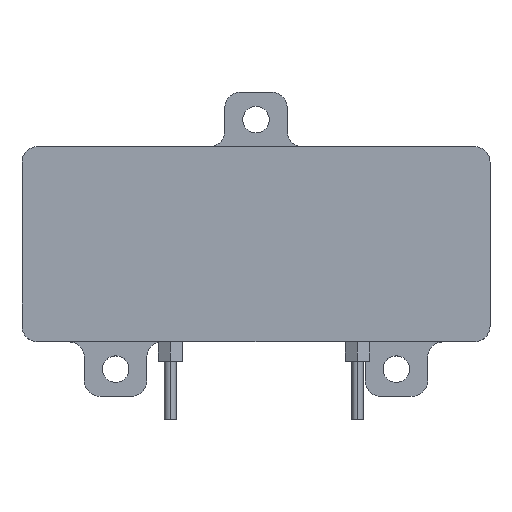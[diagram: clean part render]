
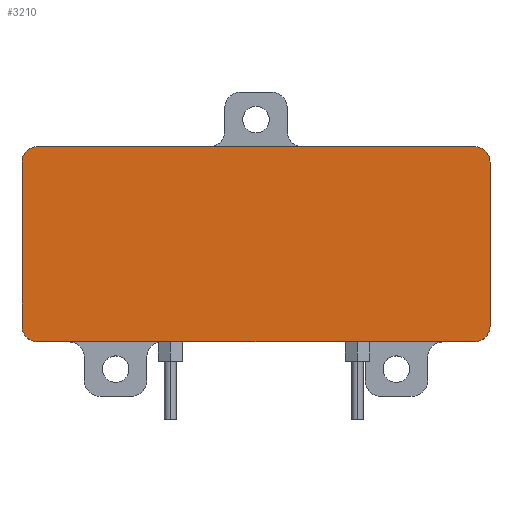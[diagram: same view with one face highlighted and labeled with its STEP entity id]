
A CAD part, top view. The second image highlights one B-rep face of the part: STEP entity #3210.
In plain terms, the highlighted planar face has unit normal (0, 0, 1).
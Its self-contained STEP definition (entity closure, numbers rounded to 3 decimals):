
#36 = EDGE_LOOP ( 'NONE', ( #3418, #550, #37, #1870, #1386, #1355, #2543, #3211 ) ) ;
#37 = ORIENTED_EDGE ( 'NONE', *, *, #2339, .T. ) ;
#39 = DIRECTION ( 'NONE',  ( 0., 0., 1. ) ) ;
#91 = VERTEX_POINT ( 'NONE', #2482 ) ;
#118 = VECTOR ( 'NONE', #1076, 1000. ) ;
#174 = CARTESIAN_POINT ( 'NONE',  ( -20.765, -19.647, 11.6 ) ) ;
#210 = EDGE_CURVE ( 'NONE', #1982, #2796, #1501, .T. ) ;
#286 = DIRECTION ( 'NONE',  ( -1., 0., 0. ) ) ;
#289 = AXIS2_PLACEMENT_3D ( 'NONE', #1387, #2492, #1062 ) ;
#353 = CARTESIAN_POINT ( 'NONE',  ( -20.765, 3.353, 11.6 ) ) ;
#508 = CIRCLE ( 'NONE', #3293, 2. ) ;
#550 = ORIENTED_EDGE ( 'NONE', *, *, #210, .T. ) ;
#557 = EDGE_CURVE ( 'NONE', #91, #2619, #1451, .T. ) ;
#575 = CARTESIAN_POINT ( 'NONE',  ( -20.765, 3.353, 11.6 ) ) ;
#607 = CARTESIAN_POINT ( 'NONE',  ( -22.765, 3.353, 11.6 ) ) ;
#664 = DIRECTION ( 'NONE',  ( 0., -1., 0. ) ) ;
#784 = EDGE_CURVE ( 'NONE', #801, #2868, #3479, .T. ) ;
#801 = VERTEX_POINT ( 'NONE', #3497 ) ;
#847 = LINE ( 'NONE', #1960, #118 ) ;
#989 = DIRECTION ( 'NONE',  ( 1., 0., 0. ) ) ;
#1025 = CARTESIAN_POINT ( 'NONE',  ( -22.765, 3.353, 11.6 ) ) ;
#1062 = DIRECTION ( 'NONE',  ( -1., 0., 0. ) ) ;
#1076 = DIRECTION ( 'NONE',  ( -1., 0., 0. ) ) ;
#1088 = LINE ( 'NONE', #3252, #3526 ) ;
#1089 = AXIS2_PLACEMENT_3D ( 'NONE', #353, #2530, #1134 ) ;
#1090 = AXIS2_PLACEMENT_3D ( 'NONE', #2834, #3338, #286 ) ;
#1134 = DIRECTION ( 'NONE',  ( -1., 0., 0. ) ) ;
#1147 = DIRECTION ( 'NONE',  ( 1., 0., 0. ) ) ;
#1313 = CARTESIAN_POINT ( 'NONE',  ( -20.765, 5.353, 11.6 ) ) ;
#1355 = ORIENTED_EDGE ( 'NONE', *, *, #1365, .T. ) ;
#1365 = EDGE_CURVE ( 'NONE', #2058, #91, #1088, .T. ) ;
#1386 = ORIENTED_EDGE ( 'NONE', *, *, #1446, .T. ) ;
#1387 = CARTESIAN_POINT ( 'NONE',  ( 35.235, 3.353, 11.6 ) ) ;
#1446 = EDGE_CURVE ( 'NONE', #2868, #2058, #2014, .T. ) ;
#1451 = CIRCLE ( 'NONE', #289, 2. ) ;
#1456 = AXIS2_PLACEMENT_3D ( 'NONE', #2799, #39, #1147 ) ;
#1471 = DIRECTION ( 'NONE',  ( 0., 0., 1. ) ) ;
#1501 = LINE ( 'NONE', #607, #2409 ) ;
#1535 = CARTESIAN_POINT ( 'NONE',  ( 37.235, -17.647, 11.6 ) ) ;
#1547 = EDGE_CURVE ( 'NONE', #2594, #1982, #508, .T. ) ;
#1614 = CARTESIAN_POINT ( 'NONE',  ( 35.235, 5.353, 11.6 ) ) ;
#1870 = ORIENTED_EDGE ( 'NONE', *, *, #784, .T. ) ;
#1903 = DIRECTION ( 'NONE',  ( 0., 1., 0. ) ) ;
#1960 = CARTESIAN_POINT ( 'NONE',  ( -20.765, 5.353, 11.6 ) ) ;
#1982 = VERTEX_POINT ( 'NONE', #1025 ) ;
#2014 = CIRCLE ( 'NONE', #1090, 2. ) ;
#2031 = VECTOR ( 'NONE', #989, 1000. ) ;
#2058 = VERTEX_POINT ( 'NONE', #1535 ) ;
#2140 = EDGE_CURVE ( 'NONE', #2619, #2594, #847, .T. ) ;
#2244 = FACE_OUTER_BOUND ( 'NONE', #36, .T. ) ;
#2339 = EDGE_CURVE ( 'NONE', #2796, #801, #2440, .T. ) ;
#2409 = VECTOR ( 'NONE', #664, 1000. ) ;
#2440 = CIRCLE ( 'NONE', #1456, 2. ) ;
#2482 = CARTESIAN_POINT ( 'NONE',  ( 37.235, 3.353, 11.6 ) ) ;
#2492 = DIRECTION ( 'NONE',  ( 0., 0., 1. ) ) ;
#2530 = DIRECTION ( 'NONE',  ( 0., 0., -1. ) ) ;
#2543 = ORIENTED_EDGE ( 'NONE', *, *, #557, .T. ) ;
#2594 = VERTEX_POINT ( 'NONE', #1313 ) ;
#2619 = VERTEX_POINT ( 'NONE', #1614 ) ;
#2794 = DIRECTION ( 'NONE',  ( -1., 0., 0. ) ) ;
#2796 = VERTEX_POINT ( 'NONE', #3117 ) ;
#2799 = CARTESIAN_POINT ( 'NONE',  ( -20.765, -17.647, 11.6 ) ) ;
#2834 = CARTESIAN_POINT ( 'NONE',  ( 35.235, -17.647, 11.6 ) ) ;
#2868 = VERTEX_POINT ( 'NONE', #3446 ) ;
#3117 = CARTESIAN_POINT ( 'NONE',  ( -22.765, -17.647, 11.6 ) ) ;
#3210 = ADVANCED_FACE ( 'NONE', ( #2244 ), #3331, .F. ) ;
#3211 = ORIENTED_EDGE ( 'NONE', *, *, #2140, .T. ) ;
#3252 = CARTESIAN_POINT ( 'NONE',  ( 37.235, 3.353, 11.6 ) ) ;
#3293 = AXIS2_PLACEMENT_3D ( 'NONE', #575, #1471, #2794 ) ;
#3331 = PLANE ( 'NONE',  #1089 ) ;
#3338 = DIRECTION ( 'NONE',  ( 0., 0., 1. ) ) ;
#3418 = ORIENTED_EDGE ( 'NONE', *, *, #1547, .T. ) ;
#3446 = CARTESIAN_POINT ( 'NONE',  ( 35.235, -19.647, 11.6 ) ) ;
#3479 = LINE ( 'NONE', #174, #2031 ) ;
#3497 = CARTESIAN_POINT ( 'NONE',  ( -20.765, -19.647, 11.6 ) ) ;
#3526 = VECTOR ( 'NONE', #1903, 1000. ) ;
